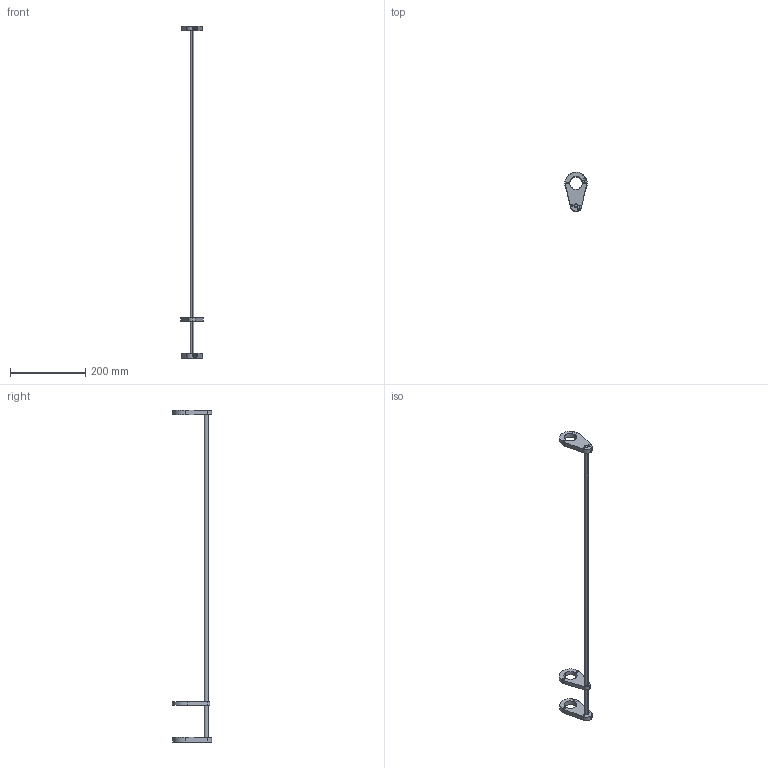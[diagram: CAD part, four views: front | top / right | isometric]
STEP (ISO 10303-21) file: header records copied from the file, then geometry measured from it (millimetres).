
FILE_DESCRIPTION (( 'STEP AP214' ), '1' );
FILE_NAME ('420MDM040-0750-VS.stp', '2017-03-14T07:49:16', ( '' ), ( '' ), 'SwSTEP 2.0', 'SolidWorks 2015', '' );
FILE_SCHEMA (( 'AUTOMOTIVE_DESIGN' ));
Length unit declared in the file: millimetre
Products named in the file (1): 420MDM040-0750-VS
Bounding box: 60 x 105 x 881 mm (x, y, z)
Volume: 173972.4 mm3; surface area: 62306.5 mm2
Topology: 1 solids, 5 shells, 249 faces, 649 edges, 408 vertices
Faces by surface type: plane 110, cylinder 89, cone 34, bspline 16
Entity records: 10990 total; most frequent: CARTESIAN_POINT 2025, DIRECTION 1359, ORIENTED_EDGE 1266, EDGE_CURVE 633, AXIS2_PLACEMENT_3D 518, VERTEX_POINT 408, LINE 323, VECTOR 323
